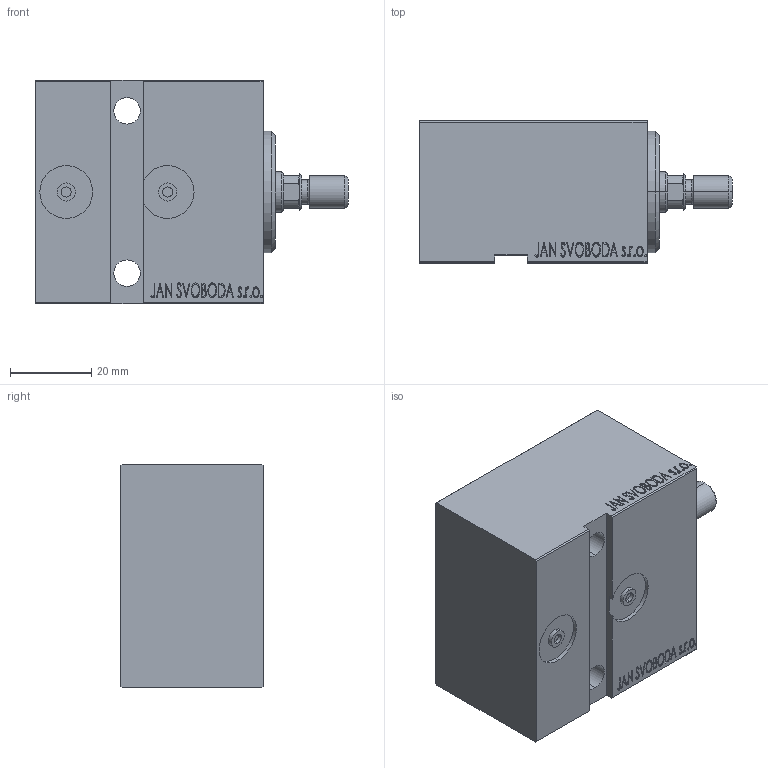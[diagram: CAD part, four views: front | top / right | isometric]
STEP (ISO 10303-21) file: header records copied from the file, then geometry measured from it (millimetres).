
FILE_DESCRIPTION (( 'STEP AP203' ), '1' );
FILE_NAME ('3e2e.STEP', '2024-02-12T08:12:09', ( '' ), ( '' ), 'SwSTEP 2.0', 'SolidWorks 2019', '' );
FILE_SCHEMA (( 'CONFIG_CONTROL_DESIGN' ));
Length unit declared in the file: millimetre
Products named in the file (5): V450CM_MALE_METRIC 5197777dc216fe0fc46d0fc3ebee375b; V450CM_E_Body 5197777dc216fe0fc46d0fc3ebee375b; V450CM_VC_B 5197777dc216fe0fc46d0fc3ebee375b; V450CM_E_VCP 5197777dc216fe0fc46d0fc3ebee375b; 3e2e
Assembly tree (4 placements, depth 2):
  3e2e
    V450CM_E_Body 5197777dc216fe0fc46d0fc3ebee375b
    V450CM_E_VCP 5197777dc216fe0fc46d0fc3ebee375b
    V450CM_VC_B 5197777dc216fe0fc46d0fc3ebee375b
    V450CM_MALE_METRIC 5197777dc216fe0fc46d0fc3ebee375b
Bounding box: 77 x 35 x 55 mm (x, y, z)
Volume: 106299 mm3; surface area: 25035.2 mm2
Topology: 4 solids, 4 shells, 866 faces, 2216 edges, 1469 vertices
Faces by surface type: plane 415, bspline 380, cylinder 51, cone 18, torus 2
Entity records: 43457 total; most frequent: CARTESIAN_POINT 24416, ORIENTED_EDGE 4428, DIRECTION 2560, EDGE_CURVE 2214, VERTEX_POINT 1469, VECTOR 1318, LINE 1318, EDGE_LOOP 985
